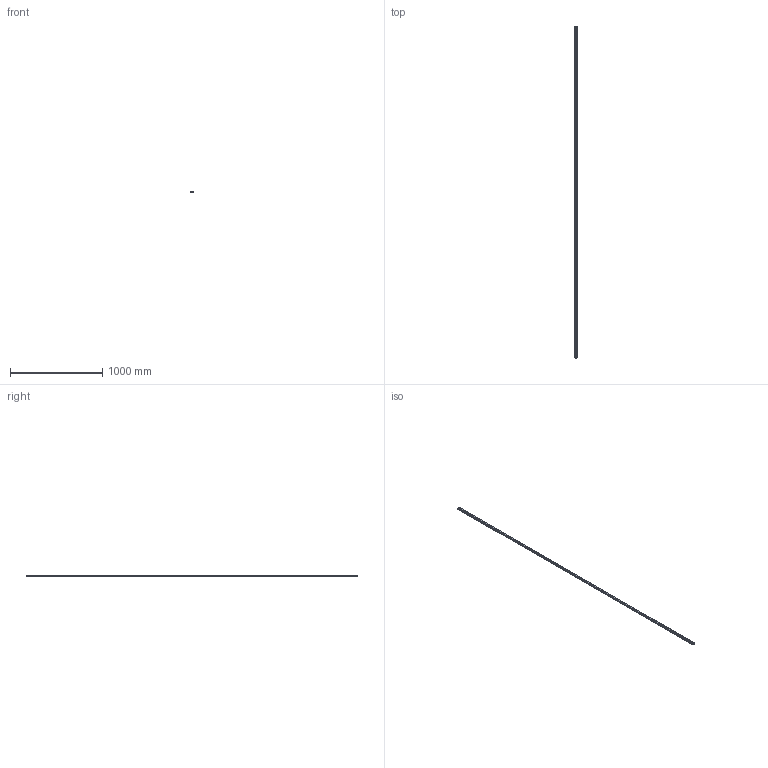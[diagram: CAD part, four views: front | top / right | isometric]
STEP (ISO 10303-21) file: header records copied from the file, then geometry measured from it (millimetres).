
FILE_DESCRIPTION(('STEP AP214'),'1');
FILE_NAME('cctmp_332E6185-5193-4B9D-B9E0-1ED66A3D459B_2021_02_09_16_46_02_0350..stp','2021-02-09T15:46:02',('HIWIN GmbH'),('CADClick - www.CADClick.com'),'Spatial InterOp 3D',' ','unknown authorization');
FILE_SCHEMA(('AUTOMOTIVE_DESIGN'));
Length unit declared in the file: millimetre
Products named in the file (1): EGR25R3590C_FILE
Bounding box: 23 x 3590 x 18 mm (x, y, z)
Volume: 1234559.2 mm3; surface area: 333538.7 mm2
Topology: 1 solids, 1 shells, 825 faces, 2097 edges, 1398 vertices
Faces by surface type: plane 445, cylinder 380
Entity records: 32195 total; most frequent: DIRECTION 4989, CARTESIAN_POINT 4321, ORIENTED_EDGE 4194, EDGE_CURVE 2097, AXIS2_PLACEMENT_3D 2066, VERTEX_POINT 1398, CIRCLE 1000, EDGE_LOOP 949
